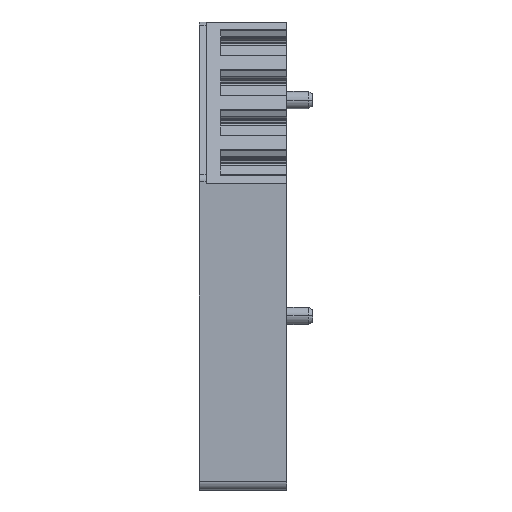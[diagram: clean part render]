
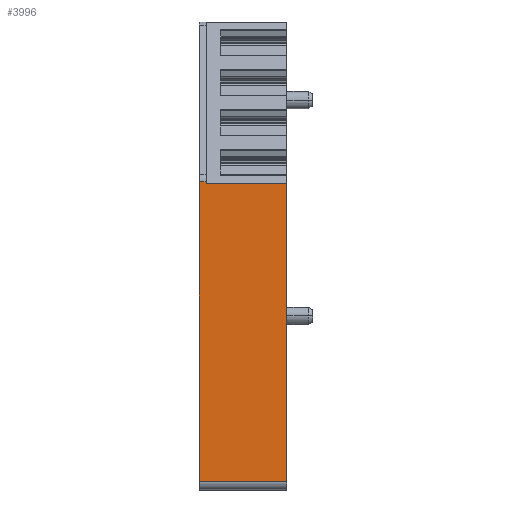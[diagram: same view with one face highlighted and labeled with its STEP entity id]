
A CAD part, front view. The second image highlights one B-rep face of the part: STEP entity #3996.
In plain terms, the highlighted planar face has unit normal (0, -1, 0).
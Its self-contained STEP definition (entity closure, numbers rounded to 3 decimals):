
#3953=AXIS2_PLACEMENT_3D('Plane Axis2P3D',#3950,#3951,#3952) ;
#1034=CARTESIAN_POINT('Vertex',(0.8,0.,35.715)) ;
#1037=CARTESIAN_POINT('Line Origine',(5.5,0.,35.715)) ;
#1041=CARTESIAN_POINT('Vertex',(10.2,0.,35.715)) ;
#3950=CARTESIAN_POINT('Axis2P3D Location',(0.,0.,18.1)) ;
#3955=CARTESIAN_POINT('Line Origine',(0.4,0.,35.897)) ;
#3959=CARTESIAN_POINT('Vertex',(0.,0.,35.897)) ;
#3961=CARTESIAN_POINT('Vertex',(0.8,0.,35.897)) ;
#3964=CARTESIAN_POINT('Line Origine',(0.,0.,18.449)) ;
#3968=CARTESIAN_POINT('Vertex',(0.,0.,1.)) ;
#3971=CARTESIAN_POINT('Line Origine',(5.1,0.,1.)) ;
#3975=CARTESIAN_POINT('Vertex',(10.2,0.,1.)) ;
#3978=CARTESIAN_POINT('Line Origine',(10.2,0.,18.357)) ;
#3983=CARTESIAN_POINT('Line Origine',(0.8,0.,35.806)) ;
#1038=DIRECTION('Vector Direction',(1.,0.,0.)) ;
#3951=DIRECTION('Axis2P3D Direction',(0.,1.,0.)) ;
#3952=DIRECTION('Axis2P3D XDirection',(0.,0.,1.)) ;
#3956=DIRECTION('Vector Direction',(1.,0.,0.)) ;
#3965=DIRECTION('Vector Direction',(0.,0.,1.)) ;
#3972=DIRECTION('Vector Direction',(1.,0.,0.)) ;
#3979=DIRECTION('Vector Direction',(0.,0.,1.)) ;
#3984=DIRECTION('Vector Direction',(0.,0.,1.)) ;
#1039=VECTOR('Line Direction',#1038,1.) ;
#3957=VECTOR('Line Direction',#3956,1.) ;
#3966=VECTOR('Line Direction',#3965,1.) ;
#3973=VECTOR('Line Direction',#3972,1.) ;
#3980=VECTOR('Line Direction',#3979,1.) ;
#3985=VECTOR('Line Direction',#3984,1.) ;
#3989=ORIENTED_EDGE('',*,*,#3963,.F.) ;
#3990=ORIENTED_EDGE('',*,*,#3970,.F.) ;
#3991=ORIENTED_EDGE('',*,*,#3977,.T.) ;
#3992=ORIENTED_EDGE('',*,*,#3982,.T.) ;
#3993=ORIENTED_EDGE('',*,*,#1043,.F.) ;
#3994=ORIENTED_EDGE('',*,*,#3987,.T.) ;
#3996=ADVANCED_FACE('BZT_PRV4-35X15',(#3995),#3954,.F.) ;
#1043=EDGE_CURVE('',#1035,#1042,#1040,.T.) ;
#3963=EDGE_CURVE('',#3960,#3962,#3958,.T.) ;
#3970=EDGE_CURVE('',#3969,#3960,#3967,.T.) ;
#3977=EDGE_CURVE('',#3969,#3976,#3974,.T.) ;
#3982=EDGE_CURVE('',#3976,#1042,#3981,.T.) ;
#3987=EDGE_CURVE('',#1035,#3962,#3986,.T.) ;
#3988=EDGE_LOOP('',(#3989,#3990,#3991,#3992,#3993,#3994)) ;
#3995=FACE_OUTER_BOUND('',#3988,.T.) ;
#1040=LINE('Line',#1037,#1039) ;
#3958=LINE('Line',#3955,#3957) ;
#3967=LINE('Line',#3964,#3966) ;
#3974=LINE('Line',#3971,#3973) ;
#3981=LINE('Line',#3978,#3980) ;
#3986=LINE('Line',#3983,#3985) ;
#3954=PLANE('',#3953) ;
#1035=VERTEX_POINT('',#1034) ;
#1042=VERTEX_POINT('',#1041) ;
#3960=VERTEX_POINT('',#3959) ;
#3962=VERTEX_POINT('',#3961) ;
#3969=VERTEX_POINT('',#3968) ;
#3976=VERTEX_POINT('',#3975) ;
